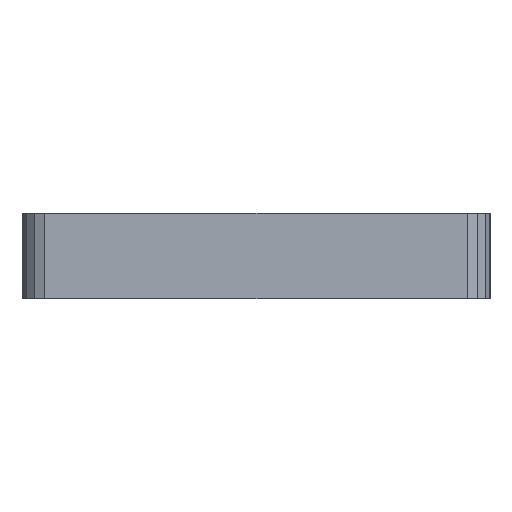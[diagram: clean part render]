
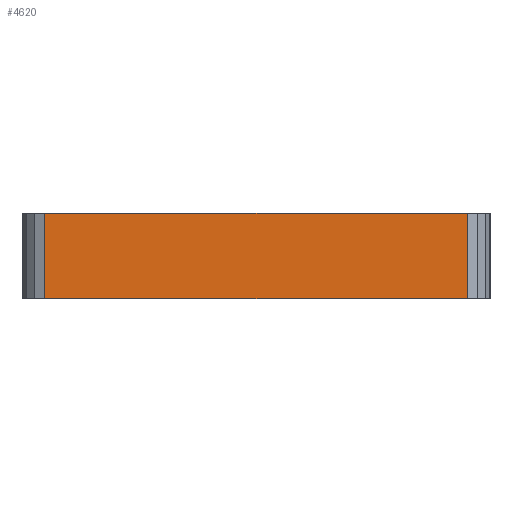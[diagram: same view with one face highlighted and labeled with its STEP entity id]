
A CAD part, left-side view. The second image highlights one B-rep face of the part: STEP entity #4620.
In plain terms, the highlighted planar face has unit normal (-1, 0, 0).
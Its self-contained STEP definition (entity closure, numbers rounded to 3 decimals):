
#4607=AXIS2_PLACEMENT_3D('Plane Axis2P3D',#4604,#4605,#4606) ;
#3125=CARTESIAN_POINT('Vertex',(0.,31.198,6.)) ;
#3128=CARTESIAN_POINT('Line Origine',(0.,16.4,6.)) ;
#3132=CARTESIAN_POINT('Vertex',(0.,1.602,6.)) ;
#4138=CARTESIAN_POINT('Vertex',(0.,1.602,0.)) ;
#4141=CARTESIAN_POINT('Line Origine',(0.,16.4,0.)) ;
#4145=CARTESIAN_POINT('Vertex',(0.,31.198,0.)) ;
#4585=CARTESIAN_POINT('Line Origine',(0.,31.198,3.)) ;
#4604=CARTESIAN_POINT('Axis2P3D Location',(0.,31.198,0.)) ;
#4609=CARTESIAN_POINT('Line Origine',(0.,1.602,3.)) ;
#3129=DIRECTION('Vector Direction',(0.,-1.,0.)) ;
#4142=DIRECTION('Vector Direction',(0.,-1.,0.)) ;
#4586=DIRECTION('Vector Direction',(0.,0.,1.)) ;
#4605=DIRECTION('Axis2P3D Direction',(-1.,0.,0.)) ;
#4606=DIRECTION('Axis2P3D XDirection',(0.,-1.,0.)) ;
#4610=DIRECTION('Vector Direction',(0.,0.,1.)) ;
#3130=VECTOR('Line Direction',#3129,1.) ;
#4143=VECTOR('Line Direction',#4142,1.) ;
#4587=VECTOR('Line Direction',#4586,1.) ;
#4611=VECTOR('Line Direction',#4610,1.) ;
#4615=ORIENTED_EDGE('',*,*,#4589,.F.) ;
#4616=ORIENTED_EDGE('',*,*,#4147,.T.) ;
#4617=ORIENTED_EDGE('',*,*,#4613,.T.) ;
#4618=ORIENTED_EDGE('',*,*,#3134,.F.) ;
#4620=ADVANCED_FACE('S4M - gedreht',(#4619),#4608,.T.) ;
#3134=EDGE_CURVE('',#3126,#3133,#3131,.T.) ;
#4147=EDGE_CURVE('',#4146,#4139,#4144,.T.) ;
#4589=EDGE_CURVE('',#4146,#3126,#4588,.T.) ;
#4613=EDGE_CURVE('',#4139,#3133,#4612,.T.) ;
#4614=EDGE_LOOP('',(#4615,#4616,#4617,#4618)) ;
#4619=FACE_OUTER_BOUND('',#4614,.T.) ;
#3131=LINE('Line',#3128,#3130) ;
#4144=LINE('Line',#4141,#4143) ;
#4588=LINE('Line',#4585,#4587) ;
#4612=LINE('Line',#4609,#4611) ;
#4608=PLANE('',#4607) ;
#3126=VERTEX_POINT('',#3125) ;
#3133=VERTEX_POINT('',#3132) ;
#4139=VERTEX_POINT('',#4138) ;
#4146=VERTEX_POINT('',#4145) ;
